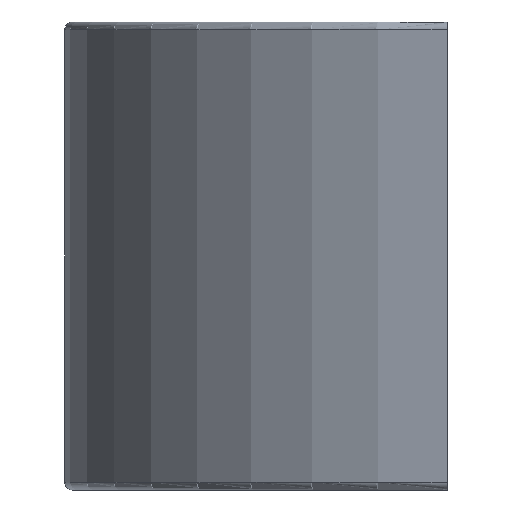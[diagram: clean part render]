
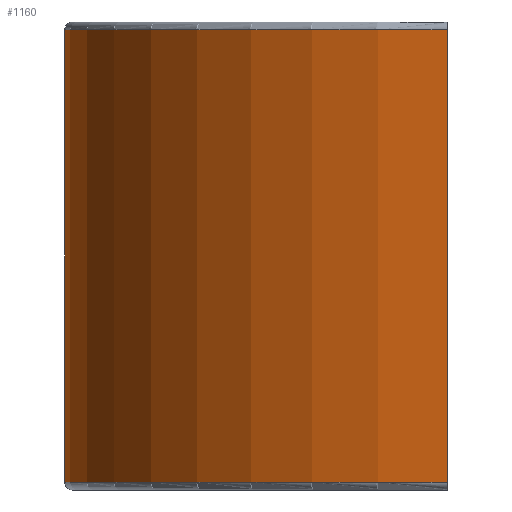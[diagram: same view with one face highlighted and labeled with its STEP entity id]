
A CAD part, left-side view. The second image highlights one B-rep face of the part: STEP entity #1160.
In plain terms, the highlighted cylindrical face has radius 30 mm (diameter 60 mm), a partial arc.
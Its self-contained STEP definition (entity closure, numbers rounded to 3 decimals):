
#750=CARTESIAN_POINT('',(29.492,-5.496,0.));
#760=DIRECTION('',(0.,0.,1.));
#770=DIRECTION('',(1.,0.,0.));
#780=AXIS2_PLACEMENT_3D('',#750,#760,#770);
#790=CYLINDRICAL_SURFACE('',#780,30.);
#800=CARTESIAN_POINT('',(29.492,-5.496,14.5));
#810=DIRECTION('',(0.,0.,1.));
#820=DIRECTION('',(1.,0.,0.));
#830=AXIS2_PLACEMENT_3D('',#800,#810,#820);
#840=CIRCLE('',#830,30.);
#850=CARTESIAN_POINT('',(29.5,24.504,14.5));
#860=VERTEX_POINT('',#850);
#870=CARTESIAN_POINT('',(0.,0.,
14.5));
#880=VERTEX_POINT('',#870);
#890=EDGE_CURVE('',#860,#880,#840,.T.);
#900=ORIENTED_EDGE('',*,*,#890,.F.);
#910=CARTESIAN_POINT('',(0.,0.,0.))
;
#920=DIRECTION('',(0.,0.,1.));
#930=VECTOR('',#920,1.);
#940=LINE('',#910,#930);
#950=CARTESIAN_POINT('',(0.,0.,
-14.5));
#960=VERTEX_POINT('',#950);
#970=EDGE_CURVE('',#960,#880,#940,.T.);
#980=ORIENTED_EDGE('',*,*,#970,.T.);
#990=CARTESIAN_POINT('',(29.492,-5.496,-14.5));
#1000=DIRECTION('',(0.,0.,1.));
#1010=DIRECTION('',(1.,0.,0.));
#1020=AXIS2_PLACEMENT_3D('',#990,#1000,#1010);
#1030=CIRCLE('',#1020,30.);
#1040=CARTESIAN_POINT('',(29.5,24.504,-14.5));
#1050=VERTEX_POINT('',#1040);
#1060=EDGE_CURVE('',#1050,#960,#1030,.T.);
#1070=ORIENTED_EDGE('',*,*,#1060,.T.);
#1080=CARTESIAN_POINT('',(29.5,24.504,0.));
#1090=DIRECTION('',(0.,0.,1.));
#1100=VECTOR('',#1090,1.);
#1110=LINE('',#1080,#1100);
#1120=EDGE_CURVE('',#1050,#860,#1110,.T.);
#1130=ORIENTED_EDGE('',*,*,#1120,.F.);
#1140=EDGE_LOOP('',(#1130,#1070,#980,#900));
#1150=FACE_OUTER_BOUND('',#1140,.T.);
#1160=ADVANCED_FACE('',(#1150),#790,.T.);
